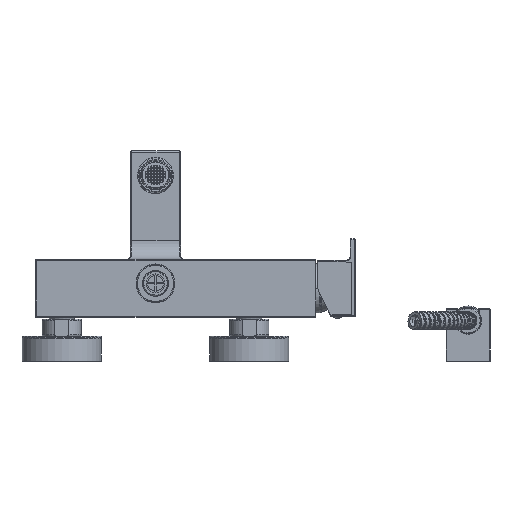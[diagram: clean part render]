
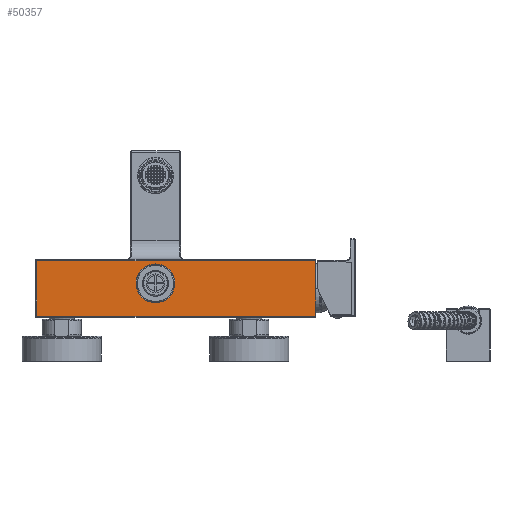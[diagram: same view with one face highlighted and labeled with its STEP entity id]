
A CAD part, front view. The second image highlights one B-rep face of the part: STEP entity #50357.
In plain terms, the highlighted planar face has unit normal (0, -1, 0).
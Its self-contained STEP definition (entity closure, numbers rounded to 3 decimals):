
#9196=DIRECTION('',(1.,0.,0.));
#9197=VECTOR('',#9196,223.);
#9198=CARTESIAN_POINT('',(-95.,-23.25,-22.25));
#9199=LINE('',#9198,#9197);
#9200=DIRECTION('',(0.,0.,-1.));
#9201=VECTOR('',#9200,44.5);
#9202=CARTESIAN_POINT('',(-95.,-23.25,22.25));
#9203=LINE('',#9202,#9201);
#9204=DIRECTION('',(-1.,0.,0.));
#9205=VECTOR('',#9204,223.);
#9206=CARTESIAN_POINT('',(128.,-23.25,22.25));
#9207=LINE('',#9206,#9205);
#9208=DIRECTION('',(0.,0.,-1.));
#9209=VECTOR('',#9208,44.5);
#9210=CARTESIAN_POINT('',(128.,-23.25,22.25));
#9211=LINE('',#9210,#9209);
#9212=CARTESIAN_POINT('',(0.,-23.25,4.));
#9213=DIRECTION('',(0.,-1.,0.));
#9214=DIRECTION('',(-1.,0.,0.));
#9215=AXIS2_PLACEMENT_3D('',#9212,#9213,#9214);
#9217=CARTESIAN_POINT('',(0.,-23.25,4.));
#9218=DIRECTION('',(0.,-1.,0.));
#9219=DIRECTION('',(1.,0.,0.));
#9220=AXIS2_PLACEMENT_3D('',#9217,#9218,#9219);
#35843=CARTESIAN_POINT('',(-15.5,-23.25,4.));
#35844=CARTESIAN_POINT('',(15.5,-23.25,4.));
#35845=VERTEX_POINT('',#35843);
#35846=VERTEX_POINT('',#35844);
#36025=CARTESIAN_POINT('',(-95.,-23.25,22.25));
#36026=CARTESIAN_POINT('',(-95.,-23.25,-22.25));
#36027=VERTEX_POINT('',#36025);
#36028=VERTEX_POINT('',#36026);
#36045=CARTESIAN_POINT('',(128.,-23.25,22.25));
#36046=CARTESIAN_POINT('',(128.,-23.25,-22.25));
#36047=VERTEX_POINT('',#36045);
#36048=VERTEX_POINT('',#36046);
#50338=CARTESIAN_POINT('',(-96.,-23.25,23.25));
#50339=DIRECTION('',(0.,-1.,0.));
#50340=DIRECTION('',(0.,0.,-1.));
#50341=AXIS2_PLACEMENT_3D('',#50338,#50339,#50340);
#50342=PLANE('',#50341);
#50344=ORIENTED_EDGE('',*,*,#50343,.F.);
#50346=ORIENTED_EDGE('',*,*,#50345,.F.);
#50347=ORIENTED_EDGE('',*,*,#50324,.F.);
#50348=ORIENTED_EDGE('',*,*,#49847,.T.);
#50349=EDGE_LOOP('',(#50344,#50346,#50347,#50348));
#50350=FACE_OUTER_BOUND('',#50349,.F.);
#50352=ORIENTED_EDGE('',*,*,#50351,.T.);
#50354=ORIENTED_EDGE('',*,*,#50353,.T.);
#50355=EDGE_LOOP('',(#50352,#50354));
#50356=FACE_BOUND('',#50355,.F.);
#50357=ADVANCED_FACE('',(#50350,#50356),#50342,.T.);
#9216=CIRCLE('',#9215,15.5);
#9221=CIRCLE('',#9220,15.5);
#49847=EDGE_CURVE('',#36047,#36048,#9211,.T.);
#50324=EDGE_CURVE('',#36047,#36027,#9207,.T.);
#50343=EDGE_CURVE('',#36028,#36048,#9199,.T.);
#50345=EDGE_CURVE('',#36027,#36028,#9203,.T.);
#50351=EDGE_CURVE('',#35845,#35846,#9216,.T.);
#50353=EDGE_CURVE('',#35846,#35845,#9221,.T.);
